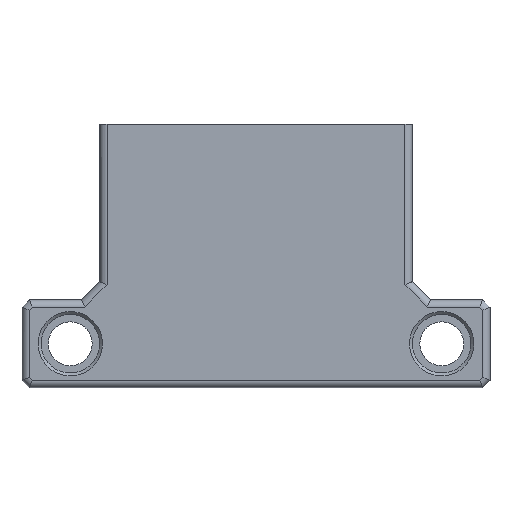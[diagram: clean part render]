
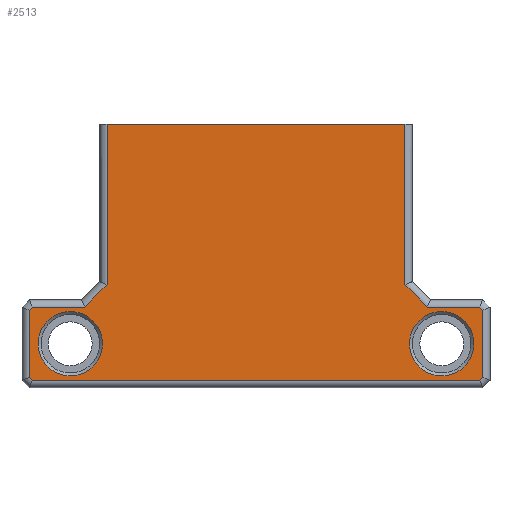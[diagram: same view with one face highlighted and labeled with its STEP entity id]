
A CAD part, front view. The second image highlights one B-rep face of the part: STEP entity #2513.
In plain terms, the highlighted planar face has unit normal (0, -1, 0).
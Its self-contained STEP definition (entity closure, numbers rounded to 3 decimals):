
#54=FACE_BOUND('',#487,.T.);
#55=FACE_BOUND('',#488,.T.);
#150=CIRCLE('',#2703,2.2);
#151=CIRCLE('',#2705,2.2);
#336=FACE_OUTER_BOUND('',#486,.T.);
#486=EDGE_LOOP('',(#2040,#2041,#2042,#2043,#2044,#2045,#2046,#2047,#2048,
#2049,#2050,#2051,#2052,#2053));
#487=EDGE_LOOP('',(#2054));
#488=EDGE_LOOP('',(#2055));
#695=LINE('',#4085,#915);
#700=LINE('',#4099,#920);
#702=LINE('',#4106,#922);
#703=LINE('',#4110,#923);
#704=LINE('',#4114,#924);
#705=LINE('',#4118,#925);
#706=LINE('',#4121,#926);
#707=LINE('',#4124,#927);
#709=LINE('',#4130,#929);
#711=LINE('',#4136,#931);
#713=LINE('',#4142,#933);
#715=LINE('',#4148,#935);
#717=LINE('',#4154,#937);
#720=LINE('',#4160,#940);
#915=VECTOR('',#3095,20.364);
#920=VECTOR('',#3106,0.293);
#922=VECTOR('',#3114,10.957);
#923=VECTOR('',#3119,2.182);
#924=VECTOR('',#3124,3.568);
#925=VECTOR('',#3129,0.293);
#926=VECTOR('',#3134,4.586);
#927=VECTOR('',#3137,30.586);
#929=VECTOR('',#3143,0.293);
#931=VECTOR('',#3149,4.586);
#933=VECTOR('',#3155,0.293);
#935=VECTOR('',#3161,3.568);
#937=VECTOR('',#3167,2.182);
#940=VECTOR('',#3174,10.957);
#1123=VERTEX_POINT('',#4082);
#1124=VERTEX_POINT('',#4084);
#1129=VERTEX_POINT('',#4097);
#1130=VERTEX_POINT('',#4098);
#1132=VERTEX_POINT('',#4105);
#1133=VERTEX_POINT('',#4109);
#1134=VERTEX_POINT('',#4113);
#1135=VERTEX_POINT('',#4117);
#1136=VERTEX_POINT('',#4123);
#1138=VERTEX_POINT('',#4129);
#1140=VERTEX_POINT('',#4135);
#1142=VERTEX_POINT('',#4141);
#1144=VERTEX_POINT('',#4147);
#1146=VERTEX_POINT('',#4153);
#1168=VERTEX_POINT('',#4246);
#1169=VERTEX_POINT('',#4249);
#1413=EDGE_CURVE('',#1123,#1124,#695,.T.);
#1420=EDGE_CURVE('',#1129,#1130,#700,.T.);
#1424=EDGE_CURVE('',#1132,#1123,#702,.T.);
#1426=EDGE_CURVE('',#1133,#1132,#703,.T.);
#1428=EDGE_CURVE('',#1134,#1133,#704,.T.);
#1430=EDGE_CURVE('',#1135,#1134,#705,.T.);
#1432=EDGE_CURVE('',#1130,#1135,#706,.T.);
#1433=EDGE_CURVE('',#1136,#1129,#707,.T.);
#1436=EDGE_CURVE('',#1138,#1136,#709,.T.);
#1439=EDGE_CURVE('',#1140,#1138,#711,.T.);
#1442=EDGE_CURVE('',#1142,#1140,#713,.T.);
#1445=EDGE_CURVE('',#1144,#1142,#715,.T.);
#1448=EDGE_CURVE('',#1146,#1144,#717,.T.);
#1452=EDGE_CURVE('',#1124,#1146,#720,.T.);
#1494=EDGE_CURVE('',#1168,#1168,#150,.T.);
#1495=EDGE_CURVE('',#1169,#1169,#151,.T.);
#2040=ORIENTED_EDGE('',*,*,#1452,.F.);
#2041=ORIENTED_EDGE('',*,*,#1413,.F.);
#2042=ORIENTED_EDGE('',*,*,#1424,.F.);
#2043=ORIENTED_EDGE('',*,*,#1426,.F.);
#2044=ORIENTED_EDGE('',*,*,#1428,.F.);
#2045=ORIENTED_EDGE('',*,*,#1430,.F.);
#2046=ORIENTED_EDGE('',*,*,#1432,.F.);
#2047=ORIENTED_EDGE('',*,*,#1420,.F.);
#2048=ORIENTED_EDGE('',*,*,#1433,.F.);
#2049=ORIENTED_EDGE('',*,*,#1436,.F.);
#2050=ORIENTED_EDGE('',*,*,#1439,.F.);
#2051=ORIENTED_EDGE('',*,*,#1442,.F.);
#2052=ORIENTED_EDGE('',*,*,#1445,.F.);
#2053=ORIENTED_EDGE('',*,*,#1448,.F.);
#2054=ORIENTED_EDGE('',*,*,#1494,.F.);
#2055=ORIENTED_EDGE('',*,*,#1495,.F.);
#2240=PLANE('',#2704);
#2513=ADVANCED_FACE('',(#336,#54,#55),#2240,.T.);
#2703=AXIS2_PLACEMENT_3D('',#4247,#3277,#3278);
#2704=AXIS2_PLACEMENT_3D('',#4248,#3279,#3280);
#2705=AXIS2_PLACEMENT_3D('',#4250,#3281,#3282);
#3095=DIRECTION('',(1.,0.,0.));
#3106=DIRECTION('',(-0.707,0.,0.707));
#3114=DIRECTION('',(0.,0.,1.));
#3119=DIRECTION('',(0.707,0.,0.707));
#3124=DIRECTION('',(1.,0.,0.));
#3129=DIRECTION('',(0.707,0.,0.707));
#3134=DIRECTION('',(0.,0.,1.));
#3137=DIRECTION('',(-1.,0.,0.));
#3143=DIRECTION('',(-0.707,0.,-0.707));
#3149=DIRECTION('',(0.,0.,-1.));
#3155=DIRECTION('',(0.707,0.,-0.707));
#3161=DIRECTION('',(1.,0.,0.));
#3167=DIRECTION('',(0.707,0.,-0.707));
#3174=DIRECTION('',(0.,0.,-1.));
#3277=DIRECTION('center_axis',(0.,-1.,0.));
#3278=DIRECTION('ref_axis',(1.,0.,0.));
#3279=DIRECTION('center_axis',(0.,-1.,0.));
#3280=DIRECTION('ref_axis',(1.,0.,0.));
#3281=DIRECTION('center_axis',(0.,-1.,0.));
#3282=DIRECTION('ref_axis',(1.,0.,0.));
#4082=CARTESIAN_POINT('',(-0.682,-0.5,18.));
#4084=CARTESIAN_POINT('',(19.682,-0.5,18.));
#4085=CARTESIAN_POINT('',(-6.5,-0.5,18.));
#4097=CARTESIAN_POINT('',(-5.793,-0.5,0.5));
#4098=CARTESIAN_POINT('',(-6.,-0.5,0.707));
#4099=CARTESIAN_POINT('',(-5.896,-0.5,0.604));
#4105=CARTESIAN_POINT('',(-0.682,-0.5,7.043));
#4106=CARTESIAN_POINT('',(-0.682,-0.5,9.));
#4109=CARTESIAN_POINT('',(-2.225,-0.5,5.5));
#4110=CARTESIAN_POINT('',(-4.283,-0.5,3.442));
#4113=CARTESIAN_POINT('',(-5.793,-0.5,5.5));
#4114=CARTESIAN_POINT('',(-4.875,-0.5,5.5));
#4117=CARTESIAN_POINT('',(-6.,-0.5,5.293));
#4118=CARTESIAN_POINT('',(-7.396,-0.5,3.896));
#4121=CARTESIAN_POINT('',(-6.,-0.5,0.));
#4123=CARTESIAN_POINT('',(24.793,-0.5,0.5));
#4124=CARTESIAN_POINT('',(1.5,-0.5,0.5));
#4129=CARTESIAN_POINT('',(25.,-0.5,0.707));
#4130=CARTESIAN_POINT('',(16.896,-0.5,-7.396));
#4135=CARTESIAN_POINT('',(25.,-0.5,5.293));
#4136=CARTESIAN_POINT('',(25.,-0.5,0.));
#4141=CARTESIAN_POINT('',(24.793,-0.5,5.5));
#4142=CARTESIAN_POINT('',(18.396,-0.5,11.896));
#4147=CARTESIAN_POINT('',(21.225,-0.5,5.5));
#4148=CARTESIAN_POINT('',(8.17,-0.5,5.5));
#4153=CARTESIAN_POINT('',(19.682,-0.5,7.043));
#4154=CARTESIAN_POINT('',(15.283,-0.5,11.442));
#4160=CARTESIAN_POINT('',(19.682,-0.5,9.));
#4246=CARTESIAN_POINT('',(-5.4,-0.5,3.));
#4247=CARTESIAN_POINT('Origin',(-3.2,-0.5,3.));
#4248=CARTESIAN_POINT('Origin',(-6.5,-0.5,0.));
#4249=CARTESIAN_POINT('',(20.,-0.5,3.));
#4250=CARTESIAN_POINT('Origin',(22.2,-0.5,3.));
